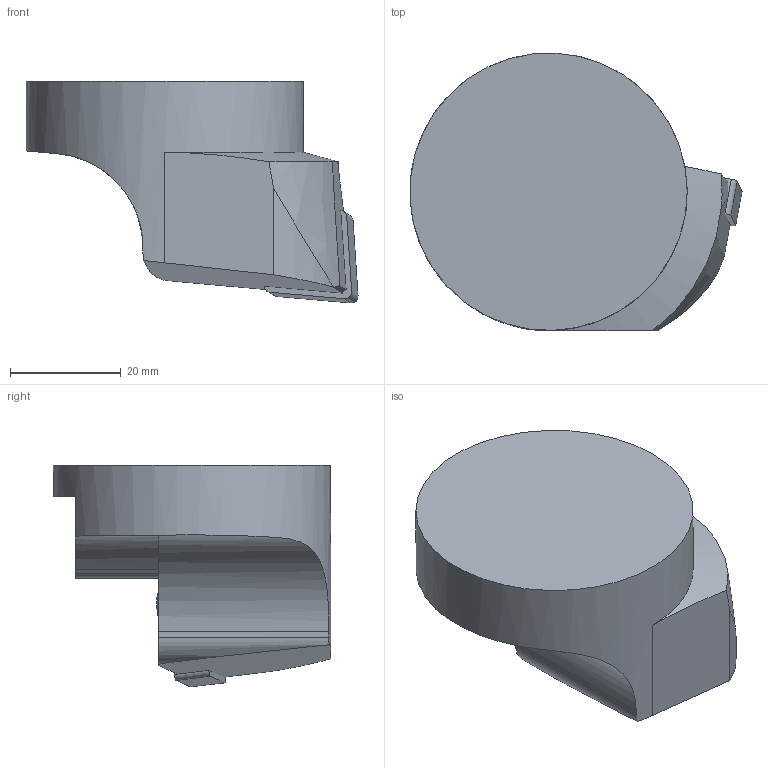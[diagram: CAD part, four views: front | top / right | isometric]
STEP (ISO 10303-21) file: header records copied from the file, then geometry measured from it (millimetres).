
FILE_DESCRIPTION(/* description */ (''),/* implementation_level */ '2;1');
FILE_NAME(/* name */ '1642151035989.stp',/* time_stamp */ '2022-01-14T14:34:51+05:00',/* author */ (''),/* organization */ ('SMS'),/* preprocessor_version */ 'ST-DEVELOPER v16.7',/* originating_system */ 'SIEMENS PLM Software NX 12.0',/* authorisation */ '');
FILE_SCHEMA (('AUTOMOTIVE_DESIGN { 1 0 10303 214 3 1 1 1 }'));
Length unit declared in the file: millimetre
Products named in the file (4): ASSEMBLY_CONSTRUCTION; IsoTurningInsert; 201817875mod000_01; 201817873mod000_01
Assembly tree (3 placements, depth 2):
  201817873mod000_01
    201817875mod000_01
    IsoTurningInsert
    ASSEMBLY_CONSTRUCTION
Bounding box: 59.84 x 49.96 x 40 mm (x, y, z)
Volume: 50142.9 mm3; surface area: 10123.1 mm2
Topology: 2 solids, 2 shells, 44 faces, 117 edges, 87 vertices
Faces by surface type: plane 26, cylinder 14, cone 4
Full cylindrical faces by diameter (mm): 6.35 x2, 50 x1
Entity records: 1630 total; most frequent: CARTESIAN_POINT 352, DIRECTION 248, ORIENTED_EDGE 218, EDGE_CURVE 109, AXIS2_PLACEMENT_3D 95, VERTEX_POINT 75, LINE 58, VECTOR 58
